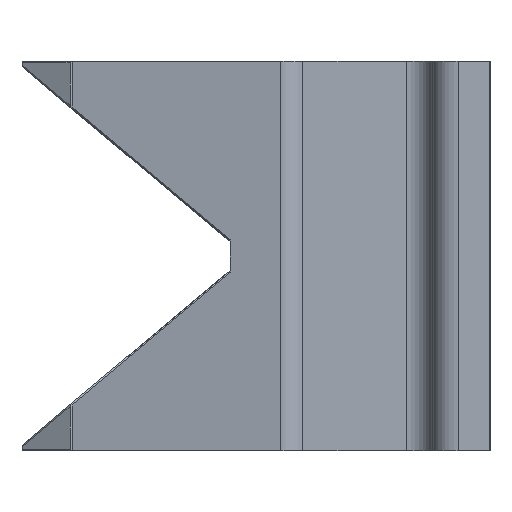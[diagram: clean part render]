
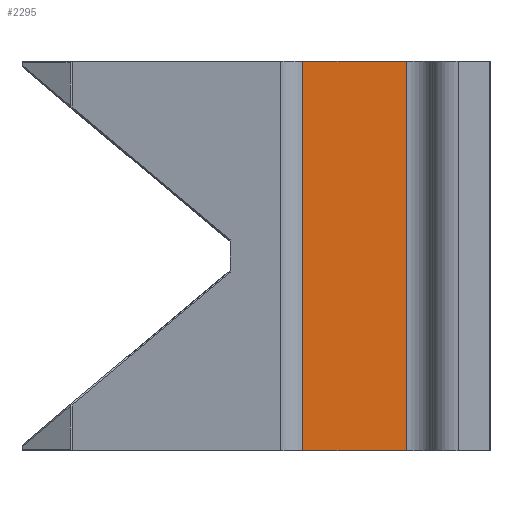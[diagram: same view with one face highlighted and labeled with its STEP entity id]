
A CAD part, left-side view. The second image highlights one B-rep face of the part: STEP entity #2295.
In plain terms, the highlighted planar face has unit normal (-1, 0, 0).
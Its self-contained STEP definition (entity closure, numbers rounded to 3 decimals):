
#44 = PLANE('',#45);
#45 = AXIS2_PLACEMENT_3D('',#46,#47,#48);
#46 = CARTESIAN_POINT('',(-11.588,9.614,27.));
#47 = DIRECTION('',(0.,0.,1.));
#48 = DIRECTION('',(1.,0.,0.));
#72 = CYLINDRICAL_SURFACE('',#73,1.8);
#73 = AXIS2_PLACEMENT_3D('',#74,#75,#76);
#74 = CARTESIAN_POINT('',(-71.8,5.8,0.));
#75 = DIRECTION('',(0.,0.,1.));
#76 = DIRECTION('',(1.,0.,0.));
#100 = PLANE('',#101);
#101 = AXIS2_PLACEMENT_3D('',#102,#103,#104);
#102 = CARTESIAN_POINT('',(-11.588,9.614,
    0.));
#103 = DIRECTION('',(-0.,-0.,-1.));
#104 = DIRECTION('',(-1.,0.,0.));
#800 = VERTEX_POINT('',#801);
#801 = CARTESIAN_POINT('',(-70.,12.961,27.));
#816 = CYLINDRICAL_SURFACE('',#817,1.8);
#817 = AXIS2_PLACEMENT_3D('',#818,#819,#820);
#818 = CARTESIAN_POINT('',(-71.8,12.961,0.));
#819 = DIRECTION('',(0.,0.,1.));
#820 = DIRECTION('',(1.,0.,0.));
#828 = EDGE_CURVE('',#829,#800,#831,.T.);
#829 = VERTEX_POINT('',#830);
#830 = CARTESIAN_POINT('',(-70.,5.8,27.));
#831 = SURFACE_CURVE('',#832,(#836,#843),.PCURVE_S1.);
#832 = LINE('',#833,#834);
#833 = CARTESIAN_POINT('',(-70.,4.,27.));
#834 = VECTOR('',#835,1.);
#835 = DIRECTION('',(0.,1.,0.));
#836 = PCURVE('',#44,#837);
#837 = DEFINITIONAL_REPRESENTATION('',(#838),#842);
#838 = LINE('',#839,#840);
#839 = CARTESIAN_POINT('',(-58.412,-5.614));
#840 = VECTOR('',#841,1.);
#841 = DIRECTION('',(0.,1.));
#842 = ( GEOMETRIC_REPRESENTATION_CONTEXT(2) 
PARAMETRIC_REPRESENTATION_CONTEXT() REPRESENTATION_CONTEXT('2D SPACE',''
  ) );
#843 = PCURVE('',#844,#849);
#844 = PLANE('',#845);
#845 = AXIS2_PLACEMENT_3D('',#846,#847,#848);
#846 = CARTESIAN_POINT('',(-70.,4.,0.));
#847 = DIRECTION('',(-1.,0.,0.));
#848 = DIRECTION('',(0.,1.,0.));
#849 = DEFINITIONAL_REPRESENTATION('',(#850),#854);
#850 = LINE('',#851,#852);
#851 = CARTESIAN_POINT('',(0.,-27.));
#852 = VECTOR('',#853,1.);
#853 = DIRECTION('',(1.,0.));
#854 = ( GEOMETRIC_REPRESENTATION_CONTEXT(2) 
PARAMETRIC_REPRESENTATION_CONTEXT() REPRESENTATION_CONTEXT('2D SPACE',''
  ) );
#1169 = VERTEX_POINT('',#1170);
#1170 = CARTESIAN_POINT('',(-70.,5.8,0.));
#1194 = EDGE_CURVE('',#1169,#829,#1195,.T.);
#1195 = SURFACE_CURVE('',#1196,(#1200,#1207),.PCURVE_S1.);
#1196 = LINE('',#1197,#1198);
#1197 = CARTESIAN_POINT('',(-70.,5.8,0.));
#1198 = VECTOR('',#1199,1.);
#1199 = DIRECTION('',(0.,0.,1.));
#1200 = PCURVE('',#72,#1201);
#1201 = DEFINITIONAL_REPRESENTATION('',(#1202),#1206);
#1202 = LINE('',#1203,#1204);
#1203 = CARTESIAN_POINT('',(-0.,0.));
#1204 = VECTOR('',#1205,1.);
#1205 = DIRECTION('',(-0.,1.));
#1206 = ( GEOMETRIC_REPRESENTATION_CONTEXT(2) 
PARAMETRIC_REPRESENTATION_CONTEXT() REPRESENTATION_CONTEXT('2D SPACE',''
  ) );
#1207 = PCURVE('',#844,#1208);
#1208 = DEFINITIONAL_REPRESENTATION('',(#1209),#1213);
#1209 = LINE('',#1210,#1211);
#1210 = CARTESIAN_POINT('',(1.8,0.));
#1211 = VECTOR('',#1212,1.);
#1212 = DIRECTION('',(0.,-1.));
#1213 = ( GEOMETRIC_REPRESENTATION_CONTEXT(2) 
PARAMETRIC_REPRESENTATION_CONTEXT() REPRESENTATION_CONTEXT('2D SPACE',''
  ) );
#1693 = EDGE_CURVE('',#1169,#1694,#1696,.T.);
#1694 = VERTEX_POINT('',#1695);
#1695 = CARTESIAN_POINT('',(-70.,12.961,0.));
#1696 = SURFACE_CURVE('',#1697,(#1701,#1708),.PCURVE_S1.);
#1697 = LINE('',#1698,#1699);
#1698 = CARTESIAN_POINT('',(-70.,4.,0.));
#1699 = VECTOR('',#1700,1.);
#1700 = DIRECTION('',(0.,1.,0.));
#1701 = PCURVE('',#100,#1702);
#1702 = DEFINITIONAL_REPRESENTATION('',(#1703),#1707);
#1703 = LINE('',#1704,#1705);
#1704 = CARTESIAN_POINT('',(58.412,-5.614));
#1705 = VECTOR('',#1706,1.);
#1706 = DIRECTION('',(0.,1.));
#1707 = ( GEOMETRIC_REPRESENTATION_CONTEXT(2) 
PARAMETRIC_REPRESENTATION_CONTEXT() REPRESENTATION_CONTEXT('2D SPACE',''
  ) );
#1708 = PCURVE('',#844,#1709);
#1709 = DEFINITIONAL_REPRESENTATION('',(#1710),#1714);
#1710 = LINE('',#1711,#1712);
#1711 = CARTESIAN_POINT('',(0.,0.));
#1712 = VECTOR('',#1713,1.);
#1713 = DIRECTION('',(1.,0.));
#1714 = ( GEOMETRIC_REPRESENTATION_CONTEXT(2) 
PARAMETRIC_REPRESENTATION_CONTEXT() REPRESENTATION_CONTEXT('2D SPACE',''
  ) );
#2295 = ADVANCED_FACE('',(#2296),#844,.T.);
#2296 = FACE_BOUND('',#2297,.T.);
#2297 = EDGE_LOOP('',(#2298,#2299,#2300,#2301));
#2298 = ORIENTED_EDGE('',*,*,#1693,.F.);
#2299 = ORIENTED_EDGE('',*,*,#1194,.T.);
#2300 = ORIENTED_EDGE('',*,*,#828,.T.);
#2301 = ORIENTED_EDGE('',*,*,#2302,.F.);
#2302 = EDGE_CURVE('',#1694,#800,#2303,.T.);
#2303 = SURFACE_CURVE('',#2304,(#2308,#2315),.PCURVE_S1.);
#2304 = LINE('',#2305,#2306);
#2305 = CARTESIAN_POINT('',(-70.,12.961,0.));
#2306 = VECTOR('',#2307,1.);
#2307 = DIRECTION('',(0.,0.,1.));
#2308 = PCURVE('',#844,#2309);
#2309 = DEFINITIONAL_REPRESENTATION('',(#2310),#2314);
#2310 = LINE('',#2311,#2312);
#2311 = CARTESIAN_POINT('',(8.961,0.));
#2312 = VECTOR('',#2313,1.);
#2313 = DIRECTION('',(0.,-1.));
#2314 = ( GEOMETRIC_REPRESENTATION_CONTEXT(2) 
PARAMETRIC_REPRESENTATION_CONTEXT() REPRESENTATION_CONTEXT('2D SPACE',''
  ) );
#2315 = PCURVE('',#816,#2316);
#2316 = DEFINITIONAL_REPRESENTATION('',(#2317),#2321);
#2317 = LINE('',#2318,#2319);
#2318 = CARTESIAN_POINT('',(0.,0.));
#2319 = VECTOR('',#2320,1.);
#2320 = DIRECTION('',(0.,1.));
#2321 = ( GEOMETRIC_REPRESENTATION_CONTEXT(2) 
PARAMETRIC_REPRESENTATION_CONTEXT() REPRESENTATION_CONTEXT('2D SPACE',''
  ) );
